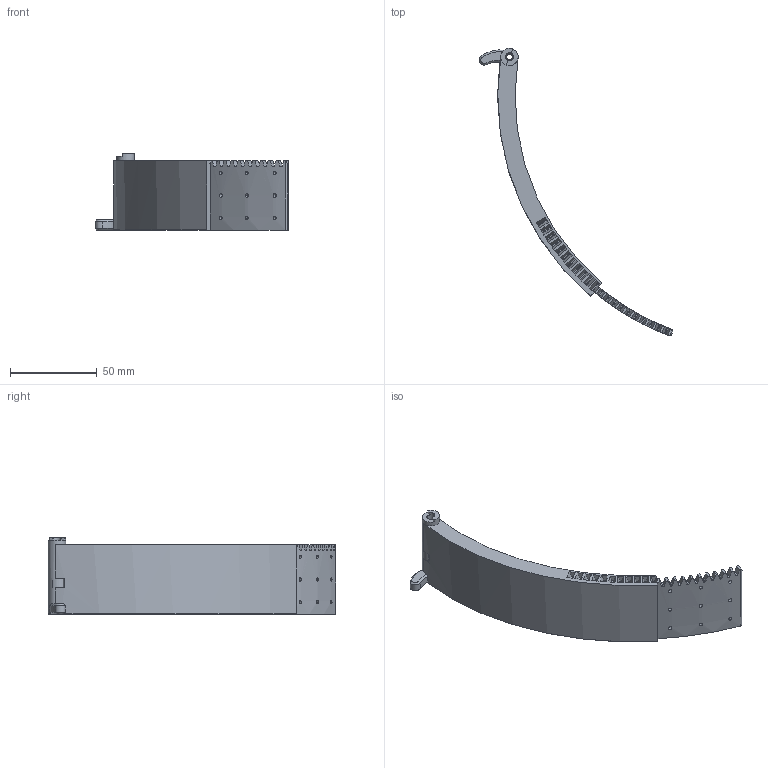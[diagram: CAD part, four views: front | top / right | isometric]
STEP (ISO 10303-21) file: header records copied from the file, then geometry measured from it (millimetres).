
FILE_DESCRIPTION(('FreeCAD Model'),'2;1');
FILE_NAME('Open CASCADE Shape Model','2024-11-10T11:19:49',('Author'),( ''),'Open CASCADE STEP processor 7.7','FreeCAD','Unknown');
FILE_SCHEMA(('AUTOMOTIVE_DESIGN { 1 0 10303 214 1 1 1 1 }'));
Length unit declared in the file: millimetre
Products named in the file (1): 2-rotor-segmented-in-three--part-1
Bounding box: 111.43 x 165.44 x 44 mm (x, y, z)
Volume: 68076.1 mm3; surface area: 23120.9 mm2
Topology: 1 solids, 1 shells, 250 faces, 684 edges, 464 vertices
Faces by surface type: plane 98, cone 56, bspline 50, cylinder 46
Full cylindrical faces by diameter (mm): 2 x6, 3.4 x11, 4.6 x2, 9 x9, 10 x1
Entity records: 9911 total; most frequent: CARTESIAN_POINT 3947, ORIENTED_EDGE 1368, DIRECTION 1027, EDGE_CURVE 684, VERTEX_POINT 464, AXIS2_PLACEMENT_3D 416, FACE_BOUND 302, EDGE_LOOP 302
